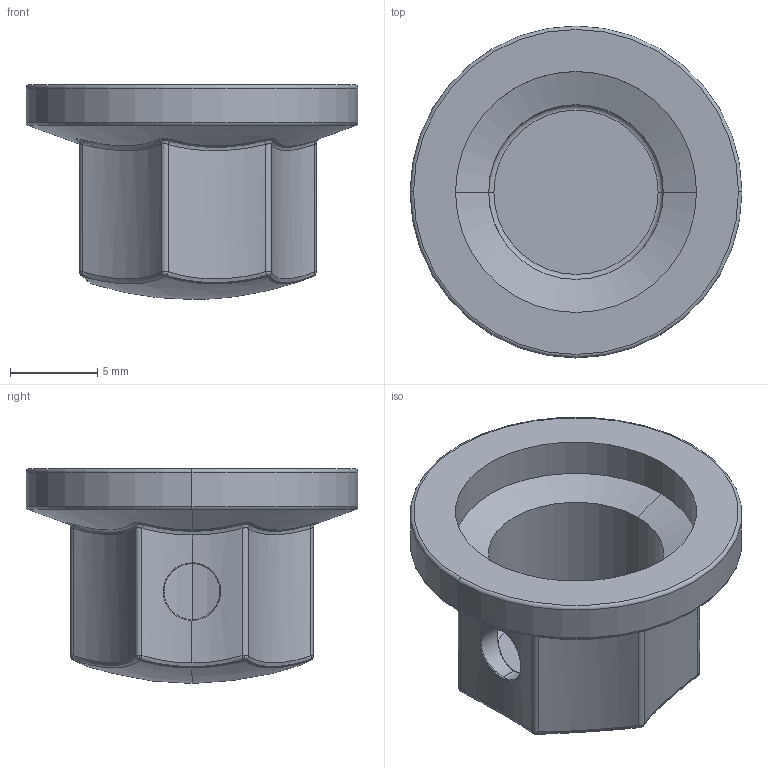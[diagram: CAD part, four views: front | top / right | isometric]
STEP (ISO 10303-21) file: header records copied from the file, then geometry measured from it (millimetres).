
FILE_DESCRIPTION (( 'STEP AP214' ), '1' );
FILE_NAME ('19mm POTENTIOMETER KNOB.STEP', '2024-03-07T14:41:10', ( '' ), ( '' ), 'SwSTEP 2.0', 'SolidWorks 2023', '' );
FILE_SCHEMA (( 'AUTOMOTIVE_DESIGN' ));
Length unit declared in the file: millimetre
Products named in the file (1): 19mm POTENTIOMETER KNOB
Bounding box: 19 x 19 x 12.3 mm (x, y, z)
Volume: 950.6 mm3; surface area: 1370.6 mm2
Topology: 1 solids, 1 shells, 91 faces, 212 edges, 122 vertices
Faces by surface type: bspline 29, cylinder 29, sphere 15, torus 8, cone 6, plane 4
Entity records: 5093 total; most frequent: CARTESIAN_POINT 2227, ORIENTED_EDGE 424, DIRECTION 341, EDGE_CURVE 212, AXIS2_PLACEMENT_3D 151, VERTEX_POINT 122, UNCERTAINTY_MEASURE_WITH_UNIT 93, PRESENTATION_LAYER_ASSIGNMENT 92
